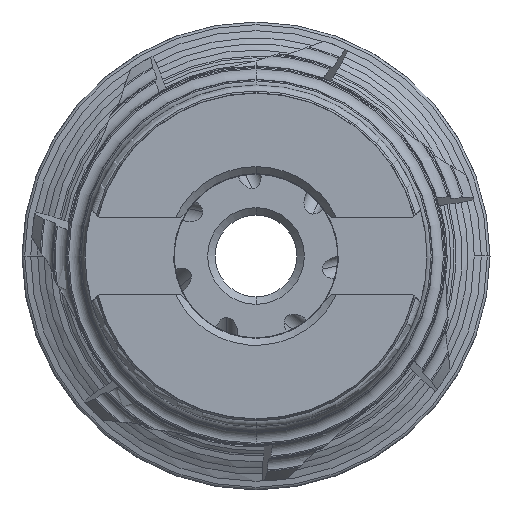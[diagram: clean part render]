
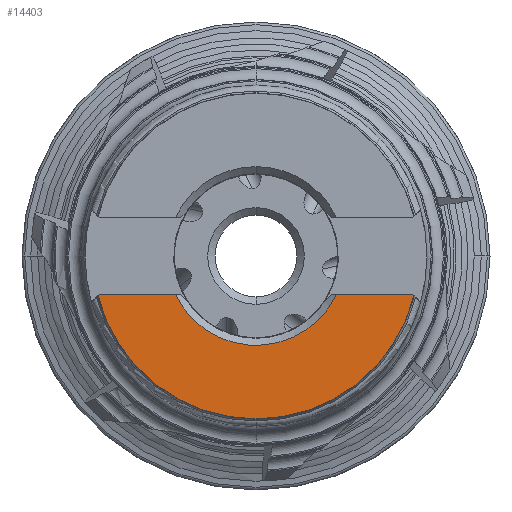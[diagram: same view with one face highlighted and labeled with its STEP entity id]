
A CAD part, left-side view. The second image highlights one B-rep face of the part: STEP entity #14403.
In plain terms, the highlighted planar face has unit normal (-1, 0, 0).
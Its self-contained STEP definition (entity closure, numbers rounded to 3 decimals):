
#252 = DIRECTION ( 'NONE',  ( 1., 0., 0. ) ) ;
#393 = VERTEX_POINT ( 'NONE', #2630 ) ;
#1226 = ORIENTED_EDGE ( 'NONE', *, *, #7393, .F. ) ;
#1420 = VERTEX_POINT ( 'NONE', #6398 ) ;
#2142 = LINE ( 'NONE', #5718, #12475 ) ;
#2630 = CARTESIAN_POINT ( 'NONE',  ( -39., 21.124, -5.21 ) ) ;
#2636 = DIRECTION ( 'NONE',  ( 0., 0., -1. ) ) ;
#2781 = DIRECTION ( 'NONE',  ( -1., 0., 0. ) ) ;
#2828 = CARTESIAN_POINT ( 'NONE',  ( -39., -21.105, -5.195 ) ) ;
#2909 = EDGE_CURVE ( 'NONE', #393, #11268, #5266, .T. ) ;
#2972 = DIRECTION ( 'NONE',  ( 0., -1., 0. ) ) ;
#3535 = EDGE_LOOP ( 'NONE', ( #9866, #6246, #6992, #8311, #15421, #13681, #1226 ) ) ;
#3888 = VERTEX_POINT ( 'NONE', #13322 ) ;
#4174 = EDGE_CURVE ( 'NONE', #13127, #9083, #13490, .T. ) ;
#4781 = DIRECTION ( 'NONE',  ( -1., 0., 0. ) ) ;
#4843 = CARTESIAN_POINT ( 'NONE',  ( -39., 0., 0. ) ) ;
#4947 = CARTESIAN_POINT ( 'NONE',  ( -39., 21.26, -5.347 ) ) ;
#5105 = CARTESIAN_POINT ( 'NONE',  ( -39., 10.838, -5.21 ) ) ;
#5266 = LINE ( 'NONE', #15057, #9692 ) ;
#5490 = AXIS2_PLACEMENT_3D ( 'NONE', #15043, #252, #7600 ) ;
#5718 = CARTESIAN_POINT ( 'NONE',  ( -39., -21.105, -5.195 ) ) ;
#5769 = VERTEX_POINT ( 'NONE', #4947 ) ;
#6108 = CARTESIAN_POINT ( 'NONE',  ( -39., 0., -21.922 ) ) ;
#6246 = ORIENTED_EDGE ( 'NONE', *, *, #2909, .F. ) ;
#6398 = CARTESIAN_POINT ( 'NONE',  ( -39., -10.845, -5.195 ) ) ;
#6410 = EDGE_CURVE ( 'NONE', #5769, #393, #12864, .T. ) ;
#6882 = DIRECTION ( 'NONE',  ( 0., -1., 0. ) ) ;
#6992 = ORIENTED_EDGE ( 'NONE', *, *, #6410, .F. ) ;
#7098 = CIRCLE ( 'NONE', #14152, 12.025 ) ;
#7393 = EDGE_CURVE ( 'NONE', #1420, #3888, #2142, .T. ) ;
#7600 = DIRECTION ( 'NONE',  ( 0., 0., -1. ) ) ;
#8311 = ORIENTED_EDGE ( 'NONE', *, *, #9436, .T. ) ;
#8391 = DIRECTION ( 'NONE',  ( 0., 0., -1. ) ) ;
#8700 = AXIS2_PLACEMENT_3D ( 'NONE', #8717, #4781, #2636 ) ;
#8717 = CARTESIAN_POINT ( 'NONE',  ( -39., 0., 0. ) ) ;
#9083 = VERTEX_POINT ( 'NONE', #9752 ) ;
#9389 = CARTESIAN_POINT ( 'NONE',  ( -39., 29.382, -13.468 ) ) ;
#9436 = EDGE_CURVE ( 'NONE', #5769, #13127, #13618, .T. ) ;
#9578 = EDGE_CURVE ( 'NONE', #11268, #1420, #7098, .T. ) ;
#9692 = VECTOR ( 'NONE', #2972, 1000. ) ;
#9752 = CARTESIAN_POINT ( 'NONE',  ( -39., -21.26, -5.35 ) ) ;
#9780 = DIRECTION ( 'NONE',  ( 0., -0.707, -0.707 ) ) ;
#9866 = ORIENTED_EDGE ( 'NONE', *, *, #9578, .F. ) ;
#10051 = PLANE ( 'NONE',  #5490 ) ;
#10643 = DIRECTION ( 'NONE',  ( 0., -0.707, 0.707 ) ) ;
#10856 = AXIS2_PLACEMENT_3D ( 'NONE', #4843, #10910, #8391 ) ;
#10910 = DIRECTION ( 'NONE',  ( -1., 0., 0. ) ) ;
#11268 = VERTEX_POINT ( 'NONE', #5105 ) ;
#11388 = FACE_OUTER_BOUND ( 'NONE', #3535, .T. ) ;
#12310 = LINE ( 'NONE', #2828, #12385 ) ;
#12385 = VECTOR ( 'NONE', #9780, 1000. ) ;
#12475 = VECTOR ( 'NONE', #6882, 1000. ) ;
#12569 = DIRECTION ( 'NONE',  ( 0., 0., -1. ) ) ;
#12864 = LINE ( 'NONE', #9389, #14282 ) ;
#13127 = VERTEX_POINT ( 'NONE', #6108 ) ;
#13322 = CARTESIAN_POINT ( 'NONE',  ( -39., -21.105, -5.195 ) ) ;
#13490 = CIRCLE ( 'NONE', #8700, 21.922 ) ;
#13585 = CARTESIAN_POINT ( 'NONE',  ( -39., 0., 0. ) ) ;
#13618 = CIRCLE ( 'NONE', #10856, 21.922 ) ;
#13681 = ORIENTED_EDGE ( 'NONE', *, *, #14846, .F. ) ;
#14152 = AXIS2_PLACEMENT_3D ( 'NONE', #13585, #2781, #12569 ) ;
#14282 = VECTOR ( 'NONE', #10643, 1000. ) ;
#14403 = ADVANCED_FACE ( 'NONE', ( #11388 ), #10051, .F. ) ;
#14846 = EDGE_CURVE ( 'NONE', #3888, #9083, #12310, .T. ) ;
#15043 = CARTESIAN_POINT ( 'NONE',  ( -39., -30.025, -32.102 ) ) ;
#15057 = CARTESIAN_POINT ( 'NONE',  ( -39., 10.11, -5.21 ) ) ;
#15421 = ORIENTED_EDGE ( 'NONE', *, *, #4174, .T. ) ;
